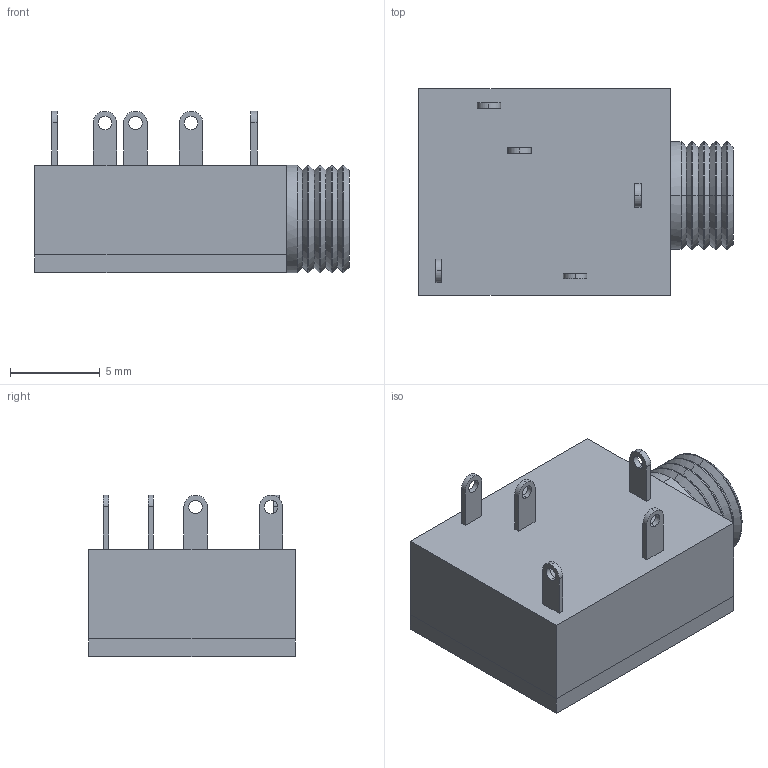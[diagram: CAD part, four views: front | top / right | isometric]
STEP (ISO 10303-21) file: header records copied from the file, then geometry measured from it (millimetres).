
FILE_DESCRIPTION(('STEP AP214'),'1');
FILE_NAME('sj1-3515.stp','2016-03-22T20:06:24',('TraceParts'),('TraceParts S.A.'),'Spatial InterOp 3D',' ',' ');
FILE_SCHEMA(('automotive_design'));
Length unit declared in the file: millimetre
Products named in the file (2): Extrude63; Cut-Extrude15
Bounding box: 17.5 x 11.5 x 9 mm (x, y, z)
Volume: 1027 mm3; surface area: 1118.7 mm2
Topology: 2 solids, 2 shells, 86 faces, 198 edges, 122 vertices
Faces by surface type: plane 36, cylinder 32, cone 18
Entity records: 3174 total; most frequent: DIRECTION 450, CARTESIAN_POINT 408, ORIENTED_EDGE 396, EDGE_CURVE 198, AXIS2_PLACEMENT_3D 164, VERTEX_POINT 122, LINE 122, VECTOR 122
